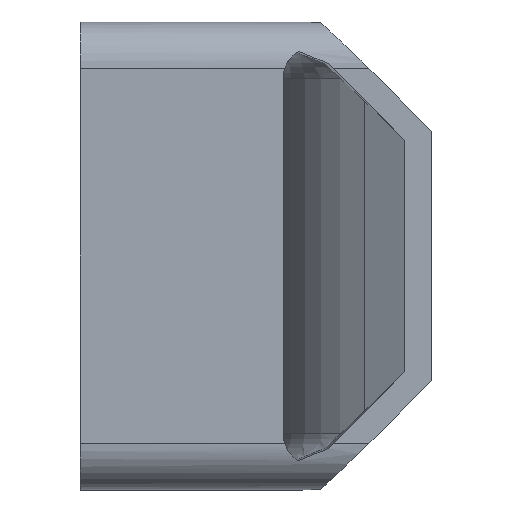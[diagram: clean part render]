
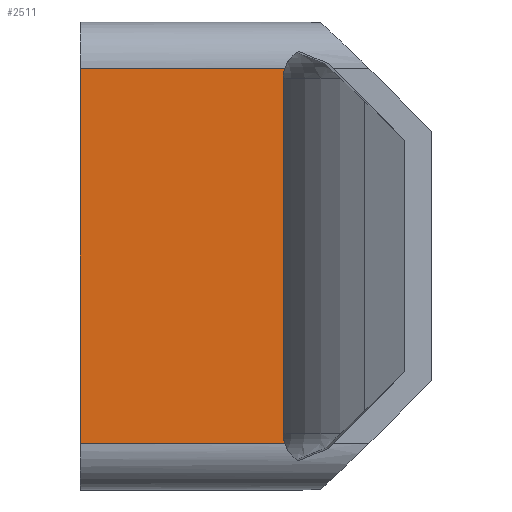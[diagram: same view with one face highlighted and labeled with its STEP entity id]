
A CAD part, front view. The second image highlights one B-rep face of the part: STEP entity #2511.
In plain terms, the highlighted planar face has unit normal (0, -1, 0).
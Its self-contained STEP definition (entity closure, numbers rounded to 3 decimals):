
#59 = DIRECTION ( 'NONE',  ( 0., 0., 1. ) ) ;
#133 = ORIENTED_EDGE ( 'NONE', *, *, #2259, .T. ) ;
#239 = VERTEX_POINT ( 'NONE', #2852 ) ;
#259 = DIRECTION ( 'NONE',  ( 0., 1., 0. ) ) ;
#293 = CARTESIAN_POINT ( 'NONE',  ( 0., -25., 30. ) ) ;
#312 = VECTOR ( 'NONE', #1933, 1000. ) ;
#327 = AXIS2_PLACEMENT_3D ( 'NONE', #2849, #259, #59 ) ;
#479 = CARTESIAN_POINT ( 'NONE',  ( 13., -25., 3.6 ) ) ;
#540 = LINE ( 'NONE', #2424, #2038 ) ;
#698 = EDGE_CURVE ( 'NONE', #2466, #1736, #902, .T. ) ;
#861 = AXIS2_PLACEMENT_3D ( 'NONE', #2263, #1733, #2009 ) ;
#902 = LINE ( 'NONE', #1851, #2631 ) ;
#950 = CARTESIAN_POINT ( 'NONE',  ( 13.092, -25., 3. ) ) ;
#966 = CIRCLE ( 'NONE', #861, 2. ) ;
#1018 = ORIENTED_EDGE ( 'NONE', *, *, #2463, .T. ) ;
#1190 = VERTEX_POINT ( 'NONE', #2610 ) ;
#1223 = ORIENTED_EDGE ( 'NONE', *, *, #698, .T. ) ;
#1302 = VERTEX_POINT ( 'NONE', #950 ) ;
#1353 = CARTESIAN_POINT ( 'NONE',  ( 13.092, -25., 27. ) ) ;
#1509 = CARTESIAN_POINT ( 'NONE',  ( 0., -25., 30. ) ) ;
#1513 = DIRECTION ( 'NONE',  ( -1., 0., 0. ) ) ;
#1523 = DIRECTION ( 'NONE',  ( 0., 1., 0. ) ) ;
#1567 = EDGE_CURVE ( 'NONE', #239, #1190, #1687, .T. ) ;
#1573 = CARTESIAN_POINT ( 'NONE',  ( 13., -25., 26.4 ) ) ;
#1586 = EDGE_CURVE ( 'NONE', #1956, #239, #540, .T. ) ;
#1687 = LINE ( 'NONE', #293, #312 ) ;
#1711 = EDGE_CURVE ( 'NONE', #1190, #1302, #1824, .T. ) ;
#1733 = DIRECTION ( 'NONE',  ( 0., 1., 0. ) ) ;
#1736 = VERTEX_POINT ( 'NONE', #1573 ) ;
#1784 = ORIENTED_EDGE ( 'NONE', *, *, #1567, .T. ) ;
#1824 = LINE ( 'NONE', #3004, #2737 ) ;
#1851 = CARTESIAN_POINT ( 'NONE',  ( 13., -25., 28.4 ) ) ;
#1933 = DIRECTION ( 'NONE',  ( 0., 0., -1. ) ) ;
#1956 = VERTEX_POINT ( 'NONE', #1353 ) ;
#2009 = DIRECTION ( 'NONE',  ( 0., 0., 1. ) ) ;
#2038 = VECTOR ( 'NONE', #1513, 1000. ) ;
#2196 = FACE_OUTER_BOUND ( 'NONE', #2962, .T. ) ;
#2224 = DIRECTION ( 'NONE',  ( 0., 0., 1. ) ) ;
#2259 = EDGE_CURVE ( 'NONE', #1302, #2466, #966, .T. ) ;
#2263 = CARTESIAN_POINT ( 'NONE',  ( 15., -25., 3.6 ) ) ;
#2276 = ORIENTED_EDGE ( 'NONE', *, *, #1711, .T. ) ;
#2424 = CARTESIAN_POINT ( 'NONE',  ( 0., -25., 27. ) ) ;
#2463 = EDGE_CURVE ( 'NONE', #1736, #1956, #2650, .T. ) ;
#2466 = VERTEX_POINT ( 'NONE', #479 ) ;
#2511 = ADVANCED_FACE ( 'NONE', ( #2196 ), #2905, .F. ) ;
#2610 = CARTESIAN_POINT ( 'NONE',  ( 0., -25., 3. ) ) ;
#2631 = VECTOR ( 'NONE', #2829, 1000. ) ;
#2650 = CIRCLE ( 'NONE', #327, 2. ) ;
#2722 = DIRECTION ( 'NONE',  ( 1., 0., 0. ) ) ;
#2731 = ORIENTED_EDGE ( 'NONE', *, *, #1586, .T. ) ;
#2737 = VECTOR ( 'NONE', #2722, 1000. ) ;
#2829 = DIRECTION ( 'NONE',  ( 0., 0., 1. ) ) ;
#2849 = CARTESIAN_POINT ( 'NONE',  ( 15., -25., 26.4 ) ) ;
#2852 = CARTESIAN_POINT ( 'NONE',  ( 0., -25., 27. ) ) ;
#2905 = PLANE ( 'NONE',  #2948 ) ;
#2948 = AXIS2_PLACEMENT_3D ( 'NONE', #1509, #1523, #2224 ) ;
#2962 = EDGE_LOOP ( 'NONE', ( #1018, #2731, #1784, #2276, #133, #1223 ) ) ;
#3004 = CARTESIAN_POINT ( 'NONE',  ( 0., -25., 3. ) ) ;
